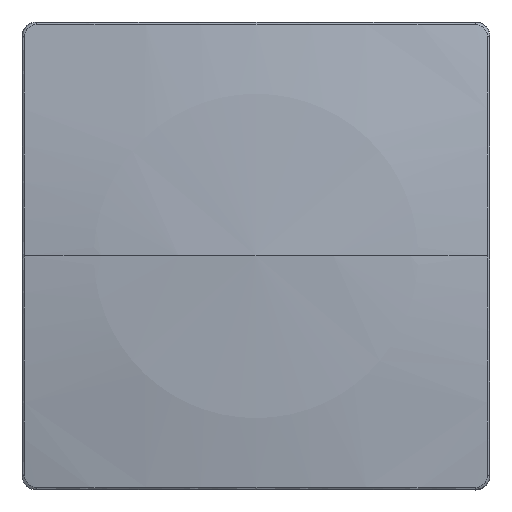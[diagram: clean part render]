
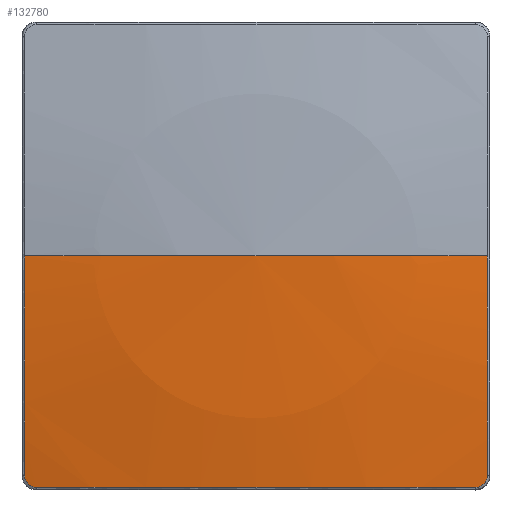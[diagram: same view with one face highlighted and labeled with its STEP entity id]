
A CAD part, top view. The second image highlights one B-rep face of the part: STEP entity #132780.
In plain terms, the highlighted spherical face has radius 516 mm.
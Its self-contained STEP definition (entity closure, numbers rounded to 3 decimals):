
#131710=CARTESIAN_POINT('',(0.016,1.483,
493.858));
#131720=DIRECTION('',(0.,0.,1.));
#131730=DIRECTION('',(1.,0.,0.));
#131740=AXIS2_PLACEMENT_3D('',#131710,#131720,#131730);
#131750=SPHERICAL_SURFACE('',#131740,516.);
#131760=CARTESIAN_POINT('',(-78.608,1.469,
494.062));
#131770=DIRECTION('',(1.,0.,
0.));
#131780=DIRECTION('',(0.,-1.,0.));
#131790=AXIS2_PLACEMENT_3D('',#131760,#131770,#131780);
#131800=CIRCLE('',#131790,510.178);
#131810=CARTESIAN_POINT('',(-78.608,1.483,
-16.116));
#131820=VERTEX_POINT('',#131810);
#131830=CARTESIAN_POINT('',(-78.607,76.122,
-10.625));
#131840=VERTEX_POINT('',#131830);
#131850=EDGE_CURVE('',#131820,#131840,#131800,.T.);
#131860=ORIENTED_EDGE('',*,*,#131850,.T.);
#131870=CARTESIAN_POINT('',(0.016,1.483,
493.858));
#131880=DIRECTION('',(0.,1.,0.));
#131890=DIRECTION('',(1.,0.,0.));
#131900=AXIS2_PLACEMENT_3D('',#131870,#131880,#131890);
#131910=CIRCLE('',#131900,516.);
#131920=CARTESIAN_POINT('',(0.016,1.483,
-22.142));
#131930=VERTEX_POINT('',#131920);
#131940=EDGE_CURVE('',#131930,#131820,#131910,.T.);
#131950=ORIENTED_EDGE('',*,*,#131940,.T.);
#131960=CARTESIAN_POINT('',(78.641,1.483,
-16.116));
#131970=VERTEX_POINT('',#131960);
#131980=EDGE_CURVE('',#131970,#131930,#131910,.T.);
#131990=ORIENTED_EDGE('',*,*,#131980,.T.);
#132000=CARTESIAN_POINT('',(78.641,1.469,
494.062));
#132010=DIRECTION('',(-1.,0.,
0.));
#132020=DIRECTION('',(0.,1.,0.));
#132030=AXIS2_PLACEMENT_3D('',#132000,#132010,#132020);
#132040=CIRCLE('',#132030,510.178);
#132050=CARTESIAN_POINT('',(78.64,76.122,
-10.625));
#132060=VERTEX_POINT('',#132050);
#132070=EDGE_CURVE('',#132060,#131970,#132040,.T.);
#132080=ORIENTED_EDGE('',*,*,#132070,.T.);
#132090=CARTESIAN_POINT('',(78.64,76.122,
-10.625));
#132100=CARTESIAN_POINT('',(78.64,76.161,
-10.619));
#132110=CARTESIAN_POINT('',(78.639,76.199,
-10.614));
#132120=CARTESIAN_POINT('',(78.636,76.305,
-10.598));
#132130=CARTESIAN_POINT('',(78.633,76.37,
-10.589));
#132140=CARTESIAN_POINT('',(78.603,76.75,
-10.538));
#132150=CARTESIAN_POINT('',(78.541,77.06,
-10.501));
#132160=CARTESIAN_POINT('',(78.348,77.657,
-10.441));
#132170=CARTESIAN_POINT('',(78.216,77.94,
-10.419));
#132180=CARTESIAN_POINT('',(77.889,78.473,
-10.388));
#132190=CARTESIAN_POINT('',(77.696,78.72,
-10.38));
#132200=CARTESIAN_POINT('',(77.253,79.162,
-10.38));
#132210=CARTESIAN_POINT('',(77.007,79.356,
-10.388));
#132220=CARTESIAN_POINT('',(76.475,79.682,
-10.418));
#132230=CARTESIAN_POINT('',(76.191,79.814,
-10.441));
#132240=CARTESIAN_POINT('',(75.595,80.008,
-10.5));
#132250=CARTESIAN_POINT('',(75.285,80.069,
-10.537));
#132260=CARTESIAN_POINT('',(74.904,80.1,
-10.589));
#132270=CARTESIAN_POINT('',(74.839,80.103,
-10.598));
#132280=CARTESIAN_POINT('',(74.733,80.106,
-10.613));
#132290=CARTESIAN_POINT('',(74.694,80.107,
-10.619));
#132300=CARTESIAN_POINT('',(74.655,80.107,
-10.625));
#132310=(BOUNDED_CURVE() B_SPLINE_CURVE(3,(#132090,#132100,#132110,
#132120,#132130,#132140,#132150,#132160,#132170,#132180,#132190,#132200,
#132210,#132220,#132230,#132240,#132250,#132260,#132270,#132280,#132290,
#132300),.UNSPECIFIED.,.F.,.F.) B_SPLINE_CURVE_WITH_KNOTS((4,2,2,2,2,2,2
,2,2,2,4),(0.,0.126,0.352,1.409,
2.454,3.499,4.543,5.588,
6.645,6.872,6.999),.UNSPECIFIED.) CURVE(
) GEOMETRIC_REPRESENTATION_ITEM() RATIONAL_B_SPLINE_CURVE((
1.,1.,1.,1.,
1.,1.,1.,1.,
1.,1.,1.,1.,
1.,1.,1.,1.,
1.,1.,1.,1.,
1.,1.)) REPRESENTATION_ITEM(''));
#132320=CARTESIAN_POINT('',(74.655,80.107,
-10.625));
#132330=VERTEX_POINT('',#132320);
#132340=EDGE_CURVE('',#132060,#132330,#132310,.T.);
#132350=ORIENTED_EDGE('',*,*,#132340,.F.);
#132360=CARTESIAN_POINT('',(74.655,80.107,
-10.625));
#132370=CARTESIAN_POINT('',(74.614,80.107,
-10.631));
#132380=CARTESIAN_POINT('',(74.573,80.107,
-10.637));
#132390=CARTESIAN_POINT('',(49.885,80.107,
-14.283));
#132400=CARTESIAN_POINT('',(24.982,80.107,
-16.116));
#132410=CARTESIAN_POINT('',(-24.941,80.107,
-16.117));
#132420=CARTESIAN_POINT('',(-49.848,80.107,
-14.284));
#132430=CARTESIAN_POINT('',(-74.541,80.107,
-10.637));
#132440=CARTESIAN_POINT('',(-74.581,80.107,
-10.631));
#132450=CARTESIAN_POINT('',(-74.623,80.107,
-10.625));
#132460=(BOUNDED_CURVE() B_SPLINE_CURVE(3,(#132360,#132370,#132380,
#132390,#132400,#132410,#132420,#132430,#132440,#132450),.UNSPECIFIED.,
.F.,.F.) B_SPLINE_CURVE_WITH_KNOTS((4,2,2,2,4),(0.,0.127,
74.839,149.564,149.691),.UNSPECIFIED.) CURVE
() GEOMETRIC_REPRESENTATION_ITEM() RATIONAL_B_SPLINE_CURVE((
1.,1.,1.,1.,
1.,1.,1.,1.,
1.,1.)) REPRESENTATION_ITEM(''));
#132470=CARTESIAN_POINT('',(-74.623,80.107,
-10.625));
#132480=VERTEX_POINT('',#132470);
#132490=EDGE_CURVE('',#132330,#132480,#132460,.T.);
#132500=ORIENTED_EDGE('',*,*,#132490,.F.);
#132510=CARTESIAN_POINT('',(-74.623,80.107,
-10.625));
#132520=CARTESIAN_POINT('',(-74.661,80.107,
-10.619));
#132530=CARTESIAN_POINT('',(-74.7,80.106,
-10.613));
#132540=CARTESIAN_POINT('',(-74.806,80.103,
-10.598));
#132550=CARTESIAN_POINT('',(-74.871,80.1,
-10.589));
#132560=CARTESIAN_POINT('',(-75.25,80.07,
-10.538));
#132570=CARTESIAN_POINT('',(-75.561,80.008,
-10.501));
#132580=CARTESIAN_POINT('',(-76.157,79.814,
-10.441));
#132590=CARTESIAN_POINT('',(-76.441,79.683,
-10.419));
#132600=CARTESIAN_POINT('',(-76.973,79.356,
-10.388));
#132610=CARTESIAN_POINT('',(-77.22,79.162,
-10.38));
#132620=CARTESIAN_POINT('',(-77.662,78.72,
-10.38));
#132630=CARTESIAN_POINT('',(-77.856,78.473,
-10.388));
#132640=CARTESIAN_POINT('',(-78.183,77.941,
-10.418));
#132650=CARTESIAN_POINT('',(-78.314,77.658,
-10.441));
#132660=CARTESIAN_POINT('',(-78.508,77.062,
-10.5));
#132670=CARTESIAN_POINT('',(-78.57,76.751,
-10.537));
#132680=CARTESIAN_POINT('',(-78.6,76.371,
-10.589));
#132690=CARTESIAN_POINT('',(-78.604,76.306,
-10.598));
#132700=CARTESIAN_POINT('',(-78.607,76.199,
-10.614));
#132710=CARTESIAN_POINT('',(-78.607,76.161,
-10.619));
#132720=CARTESIAN_POINT('',(-78.607,76.122,
-10.625));
#132730=(BOUNDED_CURVE() B_SPLINE_CURVE(3,(#132510,#132520,#132530,
#132540,#132550,#132560,#132570,#132580,#132590,#132600,#132610,#132620,
#132630,#132640,#132650,#132660,#132670,#132680,#132690,#132700,#132710,
#132720),.UNSPECIFIED.,.F.,.F.) B_SPLINE_CURVE_WITH_KNOTS((4,2,2,2,2,2,2
,2,2,2,4),(0.,0.127,0.352,1.409,
2.454,3.499,4.543,5.588,
6.645,6.872,6.999),.UNSPECIFIED.) CURVE
() GEOMETRIC_REPRESENTATION_ITEM() RATIONAL_B_SPLINE_CURVE((
1.,1.,1.,1.,
1.,1.,1.,1.,
1.,1.,1.,1.,
1.,1.,1.,1.,
1.,1.,1.,1.,
1.,1.)) REPRESENTATION_ITEM(''));
#132740=EDGE_CURVE('',#132480,#131840,#132730,.T.);
#132750=ORIENTED_EDGE('',*,*,#132740,.F.);
#132760=EDGE_LOOP('',(#132750,#132500,#132350,#132080,#131990,#131950,
#131860));
#132770=FACE_OUTER_BOUND('',#132760,.T.);
#132780=ADVANCED_FACE('',(#132770),#131750,.T.);
